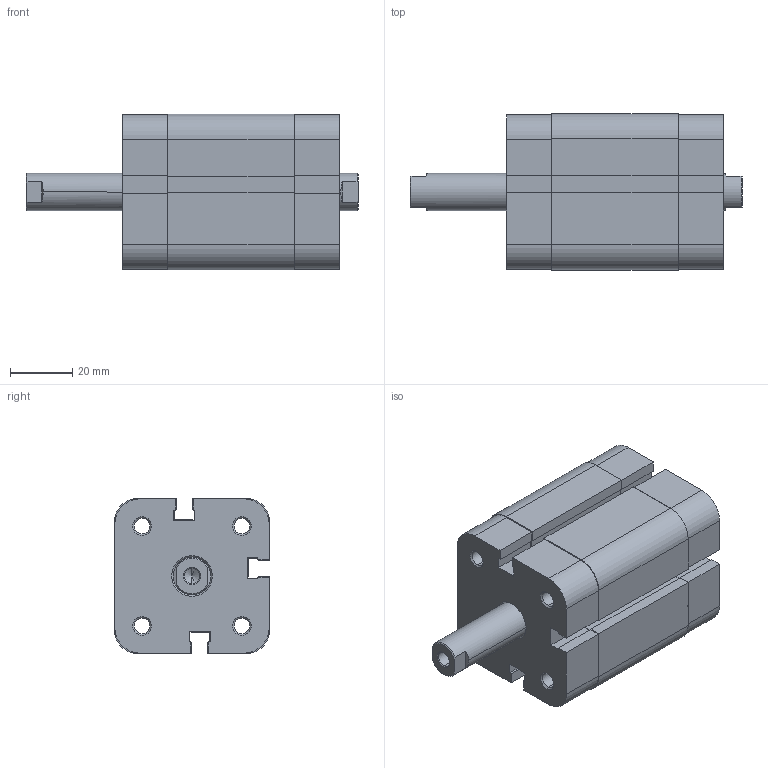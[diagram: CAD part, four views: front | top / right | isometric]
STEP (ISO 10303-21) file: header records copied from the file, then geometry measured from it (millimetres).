
FILE_DESCRIPTION (( 'STEP AP214' ), '1' );
FILE_NAME ('PKD 32-25 CYLINDER.STEP', '2010-08-06T07:42:25', ( '' ), ( '' ), 'SwSTEP 2.0', 'SolidWorks 2010', '' );
FILE_SCHEMA (( 'AUTOMOTIVE_DESIGN' ));
Length unit declared in the file: millimetre
Products named in the file (5): 32 Arka Kapak; 32 compact borusu; 32 On kapak; 32 mil; PKD  32-25  CYLINDER
Assembly tree (4 placements, depth 2):
  PKD  32-25  CYLINDER
    32 Arka Kapak
    32 compact borusu
    32 mil
    32 On kapak
Bounding box: 106.5 x 50 x 50 mm (x, y, z)
Volume: 129147.1 mm3; surface area: 48360.5 mm2
Topology: 4 solids, 4 shells, 210 faces, 556 edges, 358 vertices
Faces by surface type: plane 106, cylinder 68, cone 36
Entity records: 7010 total; most frequent: CARTESIAN_POINT 1175, DIRECTION 1138, ORIENTED_EDGE 1104, EDGE_CURVE 552, AXIS2_PLACEMENT_3D 385, VECTOR 368, LINE 368, VERTEX_POINT 358
